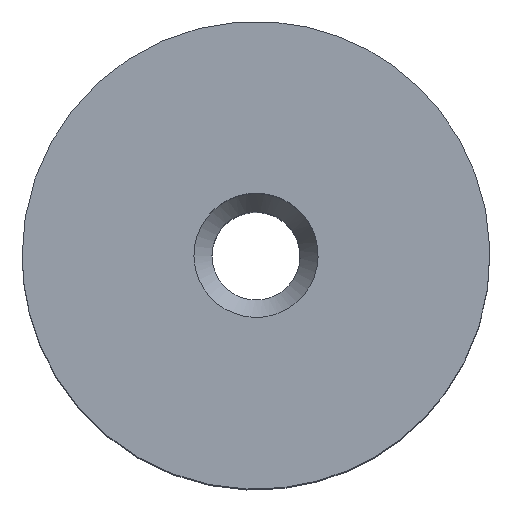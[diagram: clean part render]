
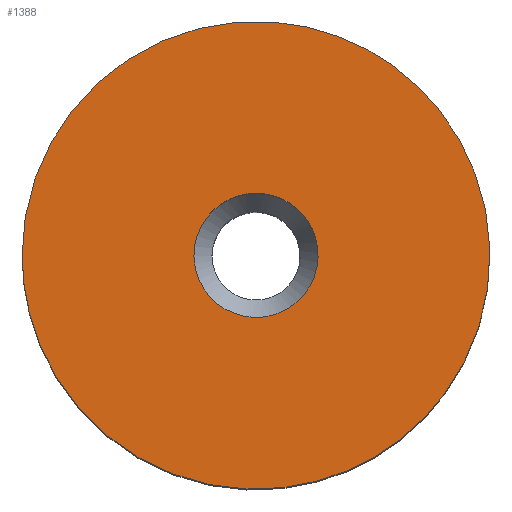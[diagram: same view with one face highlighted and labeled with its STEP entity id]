
A CAD part, top view. The second image highlights one B-rep face of the part: STEP entity #1388.
In plain terms, the highlighted free-form (B-spline) face has degree [1, 1] with [2, 2] control points.
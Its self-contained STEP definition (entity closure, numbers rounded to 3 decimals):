
#1355 = EDGE_CURVE('',#1356,#1356,#1358,.T.);
#1356 = VERTEX_POINT('',#1357);
#1357 = CARTESIAN_POINT('',(-13.101,0.,
    50.524));
#1358 = ( BOUNDED_CURVE() B_SPLINE_CURVE(2,(#1359,#1360,#1361,#1362,
#1363,#1364,#1365),.UNSPECIFIED.,.T.,.F.) B_SPLINE_CURVE_WITH_KNOTS((1,2
    ,2,2,2,1),(-2.094,0.,2.094,4.189,
6.283,8.378),.UNSPECIFIED.) CURVE() 
GEOMETRIC_REPRESENTATION_ITEM() RATIONAL_B_SPLINE_CURVE((1.,0.5,1.,0.5,
1.,0.5,1.)) REPRESENTATION_ITEM('') );
#1359 = CARTESIAN_POINT('',(-13.101,0.,
    50.524));
#1360 = CARTESIAN_POINT('',(-13.101,22.691,
    50.524));
#1361 = CARTESIAN_POINT('',(6.55,11.346,
    50.524));
#1362 = CARTESIAN_POINT('',(26.202,0.,
    50.524));
#1363 = CARTESIAN_POINT('',(6.55,-11.346,
    50.524));
#1364 = CARTESIAN_POINT('',(-13.101,-22.691,
    50.524));
#1365 = CARTESIAN_POINT('',(-13.101,0.,
    50.524));
#1388 = ADVANCED_FACE('',(#1389,#1392),#1406,.T.);
#1389 = FACE_BOUND('',#1390,.T.);
#1390 = EDGE_LOOP('',(#1391));
#1391 = ORIENTED_EDGE('',*,*,#1355,.F.);
#1392 = FACE_BOUND('',#1393,.T.);
#1393 = EDGE_LOOP('',(#1394));
#1394 = ORIENTED_EDGE('',*,*,#1395,.T.);
#1395 = EDGE_CURVE('',#1396,#1396,#1398,.T.);
#1396 = VERTEX_POINT('',#1397);
#1397 = CARTESIAN_POINT('',(-3.476,0.,
    50.524));
#1398 = ( BOUNDED_CURVE() B_SPLINE_CURVE(2,(#1399,#1400,#1401,#1402,
#1403,#1404,#1405),.UNSPECIFIED.,.T.,.F.) B_SPLINE_CURVE_WITH_KNOTS((1,2
    ,2,2,2,1),(-2.094,0.,2.094,4.189,
6.283,8.378),.UNSPECIFIED.) CURVE() 
GEOMETRIC_REPRESENTATION_ITEM() RATIONAL_B_SPLINE_CURVE((1.,0.5,1.,0.5,
1.,0.5,1.)) REPRESENTATION_ITEM('') );
#1399 = CARTESIAN_POINT('',(-3.476,0.,
    50.524));
#1400 = CARTESIAN_POINT('',(-3.476,6.021,
    50.524));
#1401 = CARTESIAN_POINT('',(1.738,3.011,
    50.524));
#1402 = CARTESIAN_POINT('',(6.953,0.,
    50.524));
#1403 = CARTESIAN_POINT('',(1.738,-3.011,
    50.524));
#1404 = CARTESIAN_POINT('',(-3.476,-6.021,
    50.524));
#1405 = CARTESIAN_POINT('',(-3.476,0.,
    50.524));
#1406 = B_SPLINE_SURFACE_WITH_KNOTS('',1,1,(
    (#1407,#1408)
    ,(#1409,#1410
  )),.UNSPECIFIED.,.F.,.F.,.F.,(2,2),(2,2),(-11.15,11.15),(-11.15,11.15)
  ,.PIECEWISE_BEZIER_KNOTS.);
#1407 = CARTESIAN_POINT('',(13.101,13.101,
    50.524));
#1408 = CARTESIAN_POINT('',(13.101,-13.101,
    50.524));
#1409 = CARTESIAN_POINT('',(-13.101,13.101,
    50.524));
#1410 = CARTESIAN_POINT('',(-13.101,-13.101,
    50.524));
